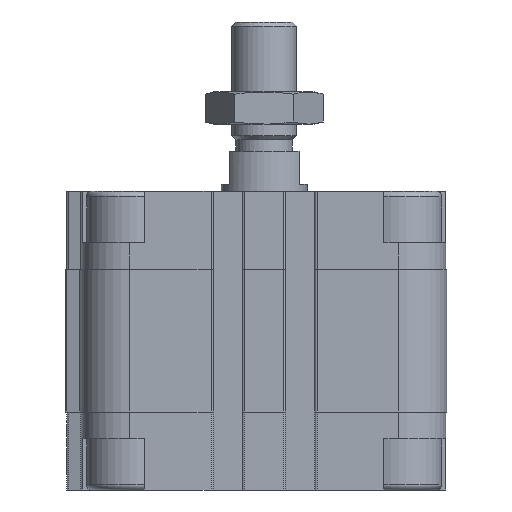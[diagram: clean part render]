
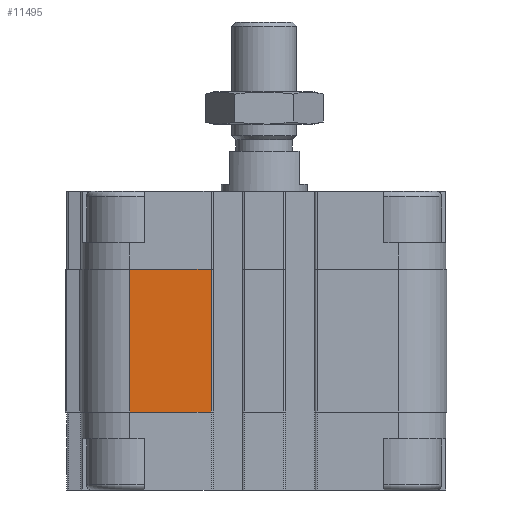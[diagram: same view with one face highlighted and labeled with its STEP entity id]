
A CAD part, left-side view. The second image highlights one B-rep face of the part: STEP entity #11495.
In plain terms, the highlighted face is planar.
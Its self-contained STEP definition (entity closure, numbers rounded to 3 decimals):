
#213=LINE('',#17364,#1273);
#549=LINE('',#18279,#1609);
#569=LINE('',#18366,#1629);
#570=LINE('',#18368,#1630);
#1273=VECTOR('',#13527,1000.);
#1609=VECTOR('',#14371,1000.);
#1629=VECTOR('',#14495,1000.);
#1630=VECTOR('',#14498,1000.);
#2297=PLANE('',#12448);
#4269=ORIENTED_EDGE('',*,*,#7207,.F.);
#4270=ORIENTED_EDGE('',*,*,#7251,.F.);
#4271=ORIENTED_EDGE('',*,*,#6746,.T.);
#4272=ORIENTED_EDGE('',*,*,#7252,.T.);
#6746=EDGE_CURVE('',#8419,#8418,#213,.T.);
#7207=EDGE_CURVE('',#8743,#8744,#549,.T.);
#7251=EDGE_CURVE('',#8419,#8743,#569,.T.);
#7252=EDGE_CURVE('',#8418,#8744,#570,.T.);
#8418=VERTEX_POINT('',#17363);
#8419=VERTEX_POINT('',#17365);
#8743=VERTEX_POINT('',#18278);
#8744=VERTEX_POINT('',#18280);
#9884=EDGE_LOOP('',(#4269,#4270,#4271,#4272));
#10678=FACE_BOUND('',#9884,.T.);
#11495=ADVANCED_FACE('',(#10678),#2297,.T.);
#12448=AXIS2_PLACEMENT_3D('',#18367,#14496,#14497);
#13527=DIRECTION('',(0.,1.,0.));
#14371=DIRECTION('',(0.,1.,0.));
#14495=DIRECTION('',(0.,0.,1.));
#14496=DIRECTION('',(1.,0.,0.));
#14497=DIRECTION('',(0.,0.,-1.));
#14498=DIRECTION('',(0.,0.,1.));
#17363=CARTESIAN_POINT('',(34.,-9.85,-41.));
#17364=CARTESIAN_POINT('',(34.,-25.,-41.));
#17365=CARTESIAN_POINT('',(34.,-25.,-41.));
#18278=CARTESIAN_POINT('',(34.,-25.,-14.5));
#18279=CARTESIAN_POINT('',(34.,-25.,-14.5));
#18280=CARTESIAN_POINT('',(34.,-9.85,-14.5));
#18366=CARTESIAN_POINT('',(34.,-25.,-41.));
#18367=CARTESIAN_POINT('',(34.,-25.,-41.));
#18368=CARTESIAN_POINT('',(34.,-9.85,-41.));
